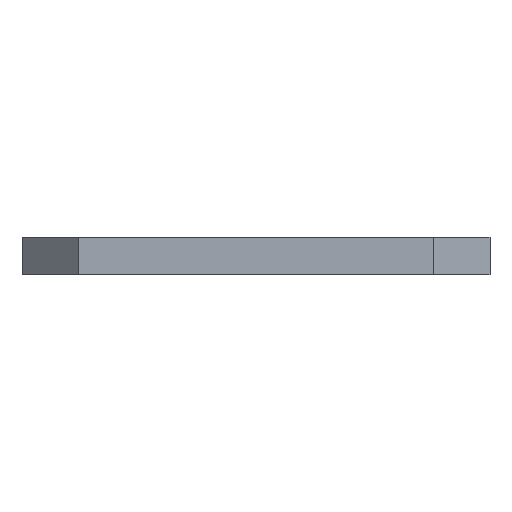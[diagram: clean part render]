
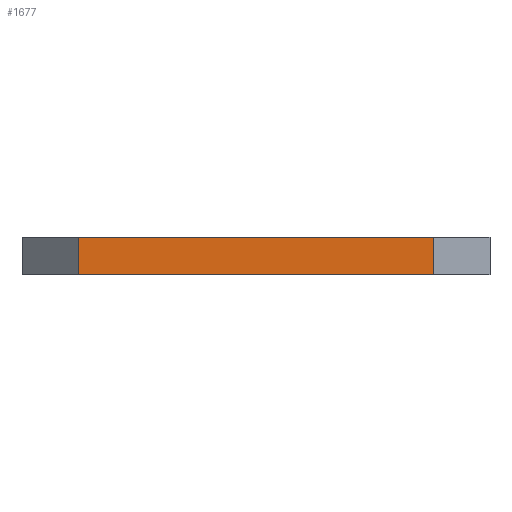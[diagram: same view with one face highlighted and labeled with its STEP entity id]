
A CAD part, front view. The second image highlights one B-rep face of the part: STEP entity #1677.
In plain terms, the highlighted planar face has unit normal (0, -1, 0).
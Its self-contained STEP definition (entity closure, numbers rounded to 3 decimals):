
#1677=ADVANCED_FACE('',(#3569),#3570,.T.);
#3569=FACE_OUTER_BOUND('',#5563,.T.);
#3570=PLANE('',#5564);
#5563=EDGE_LOOP('',(#10297,#10298,#10299,#10300));
#5564=AXIS2_PLACEMENT_3D('',#10301,#10302,#10303);
#10297=ORIENTED_EDGE('',*,*,#11652,.T.);
#10298=ORIENTED_EDGE('',*,*,#12427,.T.);
#10299=ORIENTED_EDGE('',*,*,#11659,.T.);
#10300=ORIENTED_EDGE('',*,*,#11662,.T.);
#10301=CARTESIAN_POINT('',(200.0,-250.0,0.0));
#10302=DIRECTION('',(0.0,-1.0,0.0));
#10303=DIRECTION('',(0.0,0.0,-1.0));
#11652=EDGE_CURVE('',#14411,#14408,#14412,.T.);
#11659=EDGE_CURVE('',#14418,#14422,#14424,.T.);
#11662=EDGE_CURVE('',#14422,#14411,#14427,.T.);
#12427=EDGE_CURVE('',#14408,#14418,#15192,.T.);
#14408=VERTEX_POINT('',#17615);
#14411=VERTEX_POINT('',#17619);
#14412=LINE('',#17620,#17621);
#14418=VERTEX_POINT('',#17629);
#14422=VERTEX_POINT('',#17635);
#14424=LINE('',#17638,#17639);
#14427=LINE('',#17643,#17644);
#15192=LINE('',#18411,#18412);
#17615=CARTESIAN_POINT('',(-190.0,-250.0,0.0));
#17619=CARTESIAN_POINT('',(-190.0,-250.0,40.0));
#17620=CARTESIAN_POINT('',(-190.0,-250.0,20.0));
#17621=VECTOR('',#20169,10.0);
#17629=CARTESIAN_POINT('',(190.0,-250.0,0.0));
#17635=CARTESIAN_POINT('',(190.0,-250.0,40.0));
#17638=CARTESIAN_POINT('',(190.0,-250.0,20.0));
#17639=VECTOR('',#20175,10.0);
#17643=CARTESIAN_POINT('',(-200.0,-250.0,40.0));
#17644=VECTOR('',#20177,1.0);
#18411=CARTESIAN_POINT('',(-200.0,-250.0,0.0));
#18412=VECTOR('',#21482,1.0);
#20169=DIRECTION('',(0.0,0.0,-1.0));
#20175=DIRECTION('',(0.0,0.0,1.0));
#20177=DIRECTION('',(-1.0,0.0,0.0));
#21482=DIRECTION('',(1.0,0.0,0.0));
